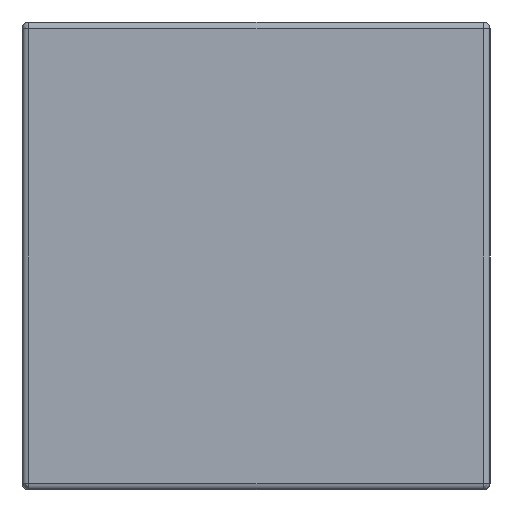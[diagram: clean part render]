
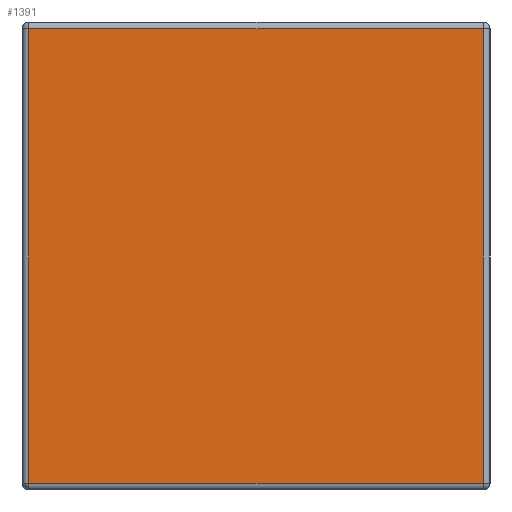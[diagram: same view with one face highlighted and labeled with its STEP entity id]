
A CAD part, left-side view. The second image highlights one B-rep face of the part: STEP entity #1391.
In plain terms, the highlighted planar face has unit normal (-1, 0, 0).
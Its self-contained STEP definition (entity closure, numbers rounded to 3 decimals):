
#142 = LINE ( 'NONE', #1450, #647 ) ;
#353 = CARTESIAN_POINT ( 'NONE',  ( -0.8, 0.812, 0.4 ) ) ;
#456 = CARTESIAN_POINT ( 'NONE',  ( -0.8, 0.012, 0.4 ) ) ;
#464 = ORIENTED_EDGE ( 'NONE', *, *, #1926, .F. ) ;
#476 = DIRECTION ( 'NONE',  ( 1., 0., 0. ) ) ;
#516 = VERTEX_POINT ( 'NONE', #1342 ) ;
#517 = DIRECTION ( 'NONE',  ( 0., 1., 0. ) ) ;
#623 = CARTESIAN_POINT ( 'NONE',  ( -0.8, 0.012, -0.4 ) ) ;
#646 = PLANE ( 'NONE',  #2162 ) ;
#647 = VECTOR ( 'NONE', #1461, 1000. ) ;
#654 = LINE ( 'NONE', #658, #1190 ) ;
#658 = CARTESIAN_POINT ( 'NONE',  ( -0.8, 0.824, 0.4 ) ) ;
#750 = EDGE_CURVE ( 'NONE', #516, #1540, #1640, .T. ) ;
#867 = CARTESIAN_POINT ( 'NONE',  ( -0.8, 0.812, 0.4 ) ) ;
#869 = EDGE_CURVE ( 'NONE', #1027, #1116, #142, .T. ) ;
#982 = CARTESIAN_POINT ( 'NONE',  ( -0.8, 0.012, 0.4 ) ) ;
#1027 = VERTEX_POINT ( 'NONE', #982 ) ;
#1116 = VERTEX_POINT ( 'NONE', #623 ) ;
#1190 = VECTOR ( 'NONE', #1950, 1000. ) ;
#1235 = DIRECTION ( 'NONE',  ( 0., 0., 1. ) ) ;
#1342 = CARTESIAN_POINT ( 'NONE',  ( -0.8, 0.812, -0.4 ) ) ;
#1362 = ORIENTED_EDGE ( 'NONE', *, *, #1522, .F. ) ;
#1391 = ADVANCED_FACE ( 'NONE', ( #1829 ), #646, .F. ) ;
#1423 = EDGE_LOOP ( 'NONE', ( #464, #2032, #1362, #2332 ) ) ;
#1440 = VECTOR ( 'NONE', #517, 1000. ) ;
#1450 = CARTESIAN_POINT ( 'NONE',  ( -0.8, 0.012, 0.4 ) ) ;
#1461 = DIRECTION ( 'NONE',  ( 0., 0., -1. ) ) ;
#1522 = EDGE_CURVE ( 'NONE', #1540, #1027, #654, .T. ) ;
#1527 = LINE ( 'NONE', #1606, #1440 ) ;
#1540 = VERTEX_POINT ( 'NONE', #867 ) ;
#1606 = CARTESIAN_POINT ( 'NONE',  ( -0.8, 0.012, -0.4 ) ) ;
#1640 = LINE ( 'NONE', #353, #1987 ) ;
#1723 = DIRECTION ( 'NONE',  ( 0., 0., -1. ) ) ;
#1829 = FACE_OUTER_BOUND ( 'NONE', #1423, .T. ) ;
#1926 = EDGE_CURVE ( 'NONE', #1116, #516, #1527, .T. ) ;
#1950 = DIRECTION ( 'NONE',  ( 0., -1., 0. ) ) ;
#1987 = VECTOR ( 'NONE', #1235, 1000. ) ;
#2032 = ORIENTED_EDGE ( 'NONE', *, *, #869, .F. ) ;
#2162 = AXIS2_PLACEMENT_3D ( 'NONE', #456, #476, #1723 ) ;
#2332 = ORIENTED_EDGE ( 'NONE', *, *, #750, .F. ) ;
